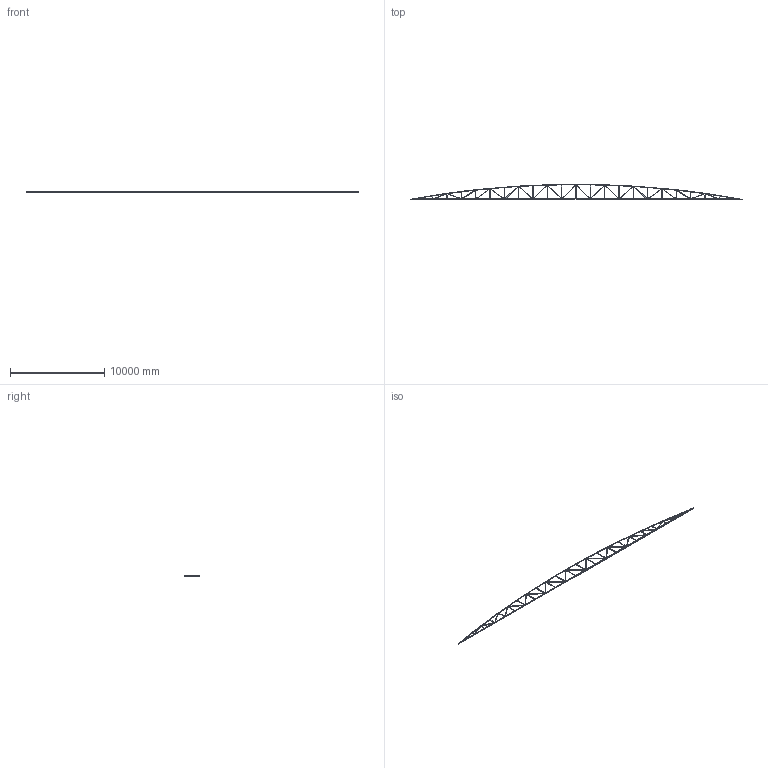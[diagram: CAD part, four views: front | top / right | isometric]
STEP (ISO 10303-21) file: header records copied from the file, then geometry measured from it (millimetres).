
FILE_DESCRIPTION (( 'STEP AP203' ), '1' );
FILE_NAME ('Solidworks_Truss_Roof.STEP', '2025-09-13T03:30:55', ( '' ), ( '' ), 'SwSTEP 2.0', 'SolidWorks 2023', '' );
FILE_SCHEMA (( 'CONFIG_CONTROL_DESIGN' ));
Length unit declared in the file: millimetre
Products named in the file (1): Solidworks_Truss_Roof
Bounding box: 35311.05 x 1626.06 x 100 mm (x, y, z)
Volume: 92821011.4 mm3; surface area: 55722063.1 mm2
Topology: 1 solids, 69 shells, 743 faces, 1896 edges, 1264 vertices
Faces by surface type: plane 651, cylinder 92
Entity records: 22271 total; most frequent: CARTESIAN_POINT 3904, ORIENTED_EDGE 3792, DIRECTION 3572, EDGE_CURVE 1896, VECTOR 1708, LINE 1708, VERTEX_POINT 1264, AXIS2_PLACEMENT_3D 932
